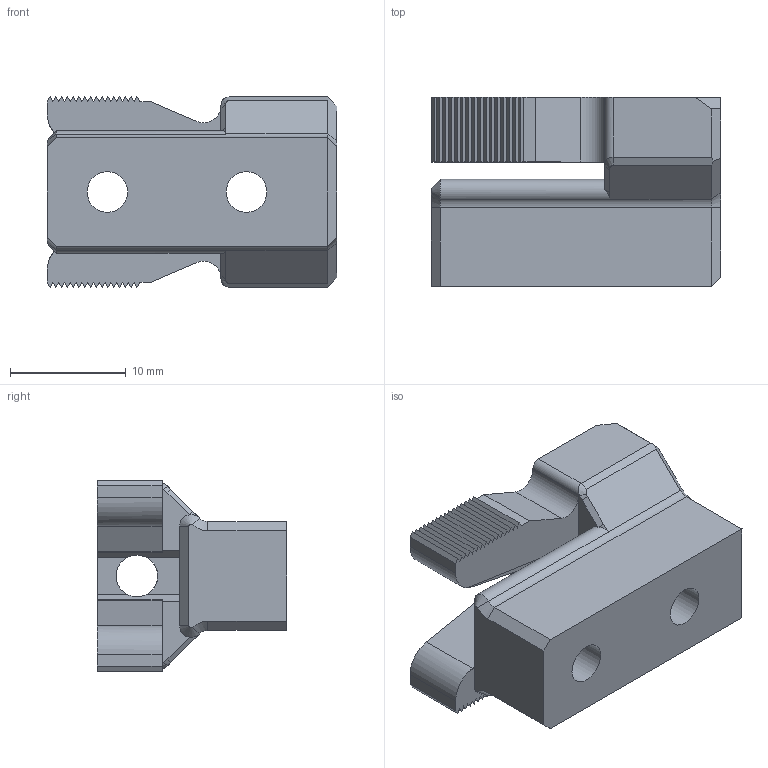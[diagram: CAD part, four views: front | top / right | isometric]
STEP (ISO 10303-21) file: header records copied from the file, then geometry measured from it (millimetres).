
FILE_DESCRIPTION(/* description */ (''),/* implementation_level */ '2;1');
FILE_NAME(/* name */ 'Locking Element.step',/* time_stamp */ '2021-05-26T02:14:57+02:00',/* author */ (''),/* organization */ (''),/* preprocessor_version */ 'ST-DEVELOPER v18.1',/* originating_system */ 'Autodesk Translation Framework v10.9.0.1377',/* authorisation */ '');
FILE_SCHEMA (('AUTOMOTIVE_DESIGN { 1 0 10303 214 3 1 1 }'));
Length unit declared in the file: millimetre
Products named in the file (1): Locking Element (2)
Bounding box: 25 x 16.31 x 16.4 mm (x, y, z)
Volume: 3365.4 mm3; surface area: 2600.1 mm2
Topology: 1 solids, 1 shells, 148 faces, 417 edges, 272 vertices
Faces by surface type: plane 121, cylinder 16, cone 6, bspline 5
Full cylindrical faces by diameter (mm): 3.5 x2, 3.6 x1, 6 x1
Entity records: 4867 total; most frequent: CARTESIAN_POINT 988, ORIENTED_EDGE 834, DIRECTION 740, EDGE_CURVE 417, LINE 358, VECTOR 358, VERTEX_POINT 272, AXIS2_PLACEMENT_3D 191
